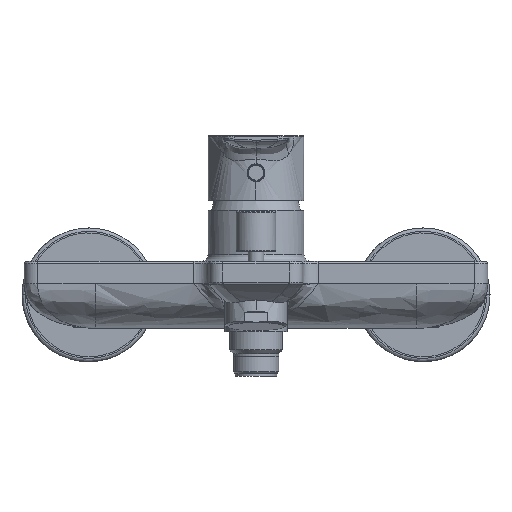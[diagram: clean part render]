
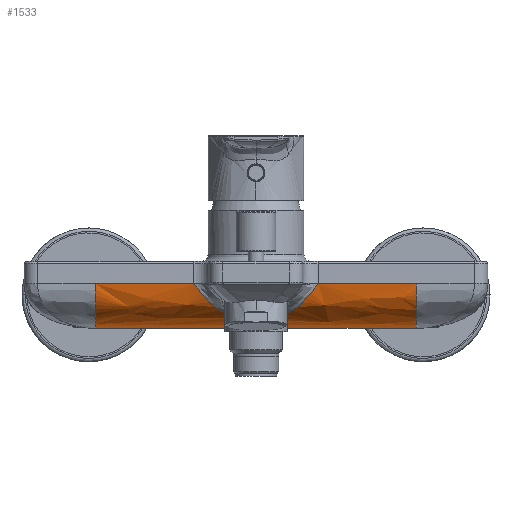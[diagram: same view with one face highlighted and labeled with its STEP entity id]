
A CAD part, front view. The second image highlights one B-rep face of the part: STEP entity #1533.
In plain terms, the highlighted free-form (B-spline) face has degree [1, 3] with [2, 8] control points.
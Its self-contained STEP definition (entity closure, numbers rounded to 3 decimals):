
#62=B_SPLINE_SURFACE_WITH_KNOTS('',1,3,((#29627,#29628,#29629,#29630,#29631,
#29632,#29633,#29634),(#29635,#29636,#29637,#29638,#29639,#29640,#29641,
#29642)),.UNSPECIFIED.,.F.,.F.,.F.,(2,2),(4,1,1,1,1,4),(0.,173.04),
(0.,0.508,6.756,34.614,48.445,
48.873),.UNSPECIFIED.);
#824=B_SPLINE_CURVE_WITH_KNOTS('',1,(#30903,#30904),.UNSPECIFIED.,.F.,.F.,
(2,2),(-44.,0.),.UNSPECIFIED.);
#865=B_SPLINE_CURVE_WITH_KNOTS('',1,(#31148,#31149),.UNSPECIFIED.,.F.,.F.,
(2,2),(-44.,0.),.UNSPECIFIED.);
#866=B_SPLINE_CURVE_WITH_KNOTS('',3,(#31150,#31151,#31152,#31153,#31154,
#31155,#31156,#31157,#31158,#31159,#31160,#31161),.UNSPECIFIED.,.F.,.F.,
(4,2,2,2,2,4),(0.,0.375,0.75,1.5,2.25,3.),.UNSPECIFIED.);
#869=B_SPLINE_CURVE_WITH_KNOTS('',3,(#31172,#31173,#31174,#31175),
 .UNSPECIFIED.,.F.,.F.,(4,4),(-1.,0.),.UNSPECIFIED.);
#909=B_SPLINE_CURVE_WITH_KNOTS('',3,(#31540,#31541,#31542,#31543),
 .UNSPECIFIED.,.F.,.F.,(4,4),(0.,140.704),.UNSPECIFIED.);
#910=B_SPLINE_CURVE_WITH_KNOTS('',3,(#31544,#31545,#31546,#31547,#31548,
#31549),.UNSPECIFIED.,.F.,.F.,(4,1,1,4),(0.,0.866,2.609,
3.),.UNSPECIFIED.);
#911=B_SPLINE_CURVE_WITH_KNOTS('',3,(#31550,#31551,#31552,#31553,#31554,
#31555,#31556,#31557,#31558,#31559),.UNSPECIFIED.,.F.,.F.,(4,2,2,2,4),(-3.,
-2.241,-1.482,-0.722,0.),
 .UNSPECIFIED.);
#912=B_SPLINE_CURVE_WITH_KNOTS('',3,(#31560,#31561,#31562,#31563,#31564,
#31565,#31566,#31567,#31568,#31569,#31570,#31571),.UNSPECIFIED.,.F.,.F.,
(4,2,2,2,2,4),(-1.,-0.239,0.523,1.284,
1.666,2.),.UNSPECIFIED.);
#1533=ADVANCED_FACE('',(#2335),#62,.T.);
#2335=FACE_OUTER_BOUND('',#3104,.T.);
#3104=EDGE_LOOP('',(#5651,#5652,#5653,#5654,#5655,#5656,#5657,#5658));
#5651=ORIENTED_EDGE('',*,*,#7914,.F.);
#5652=ORIENTED_EDGE('',*,*,#7790,.F.);
#5653=ORIENTED_EDGE('',*,*,#7915,.T.);
#5654=ORIENTED_EDGE('',*,*,#7916,.F.);
#5655=ORIENTED_EDGE('',*,*,#7839,.F.);
#5656=ORIENTED_EDGE('',*,*,#7840,.F.);
#5657=ORIENTED_EDGE('',*,*,#7843,.F.);
#5658=ORIENTED_EDGE('',*,*,#7913,.T.);
#7790=EDGE_CURVE('',#9955,#9953,#824,.T.);
#7839=EDGE_CURVE('',#9978,#9893,#865,.T.);
#7840=EDGE_CURVE('',#9979,#9978,#866,.T.);
#7843=EDGE_CURVE('',#9982,#9979,#869,.T.);
#7913=EDGE_CURVE('',#9982,#9952,#909,.T.);
#7914=EDGE_CURVE('',#9953,#9952,#910,.T.);
#7915=EDGE_CURVE('',#9955,#9894,#911,.T.);
#7916=EDGE_CURVE('',#9893,#9894,#912,.T.);
#9893=VERTEX_POINT('',#29680);
#9894=VERTEX_POINT('',#29681);
#9952=VERTEX_POINT('',#29739);
#9953=VERTEX_POINT('',#29740);
#9955=VERTEX_POINT('',#29742);
#9978=VERTEX_POINT('',#29765);
#9979=VERTEX_POINT('',#29766);
#9982=VERTEX_POINT('',#29769);
#29627=CARTESIAN_POINT('',(86.52,41.646,-32.197));
#29628=CARTESIAN_POINT('',(86.52,41.497,-32.19));
#29629=CARTESIAN_POINT('',(86.52,39.499,-32.095));
#29630=CARTESIAN_POINT('',(86.52,28.731,-31.302));
#29631=CARTESIAN_POINT('',(86.52,11.716,-29.397));
#29632=CARTESIAN_POINT('',(86.52,6.189,-16.98));
#29633=CARTESIAN_POINT('',(86.52,6.247,-11.92));
#29634=CARTESIAN_POINT('',(86.52,6.251,-11.767));
#29635=CARTESIAN_POINT('',(-86.52,41.646,-32.197));
#29636=CARTESIAN_POINT('',(-86.52,41.497,-32.19));
#29637=CARTESIAN_POINT('',(-86.52,39.499,-32.095));
#29638=CARTESIAN_POINT('',(-86.52,28.731,-31.302));
#29639=CARTESIAN_POINT('',(-86.52,11.716,-29.397));
#29640=CARTESIAN_POINT('',(-86.52,6.189,-16.98));
#29641=CARTESIAN_POINT('',(-86.52,6.247,-11.92));
#29642=CARTESIAN_POINT('',(-86.52,6.251,-11.767));
#29680=CARTESIAN_POINT('',(28.,6.246,-12.223));
#29681=CARTESIAN_POINT('',(0.,18.825,-28.906));
#29739=CARTESIAN_POINT('',(-72.,41.196,-32.176));
#29740=CARTESIAN_POINT('',(-72.,6.246,-12.223));
#29742=CARTESIAN_POINT('',(-28.,6.246,-12.223));
#29765=CARTESIAN_POINT('',(72.,6.246,-12.223));
#29766=CARTESIAN_POINT('',(72.,40.899,-32.16));
#29769=CARTESIAN_POINT('',(68.704,41.196,-32.176));
#30903=CARTESIAN_POINT('',(-28.,6.246,-12.223));
#30904=CARTESIAN_POINT('',(-72.,6.246,-12.223));
#31148=CARTESIAN_POINT('',(72.,6.246,-12.223));
#31149=CARTESIAN_POINT('',(28.,6.246,-12.223));
#31150=CARTESIAN_POINT('',(72.,40.899,-32.16));
#31151=CARTESIAN_POINT('',(72.,39.123,-32.068));
#31152=CARTESIAN_POINT('',(72.,37.269,-31.929));
#31153=CARTESIAN_POINT('',(72.,33.469,-31.624));
#31154=CARTESIAN_POINT('',(72.,31.525,-31.447));
#31155=CARTESIAN_POINT('',(72.,25.707,-30.747));
#31156=CARTESIAN_POINT('',(72.,21.847,-30.041));
#31157=CARTESIAN_POINT('',(72.,14.975,-27.466));
#31158=CARTESIAN_POINT('',(72.,11.959,-25.581));
#31159=CARTESIAN_POINT('',(72.,7.589,-20.033));
#31160=CARTESIAN_POINT('',(72.,6.247,-16.425));
#31161=CARTESIAN_POINT('',(72.,6.246,-12.223));
#31172=CARTESIAN_POINT('',(68.704,41.196,-32.176));
#31173=CARTESIAN_POINT('',(69.802,41.093,-32.171));
#31174=CARTESIAN_POINT('',(70.901,40.993,-32.165));
#31175=CARTESIAN_POINT('',(72.,40.899,-32.16));
#31540=CARTESIAN_POINT('',(68.704,41.196,-32.176));
#31541=CARTESIAN_POINT('',(21.803,41.196,-32.176));
#31542=CARTESIAN_POINT('',(-25.099,41.196,-32.176));
#31543=CARTESIAN_POINT('',(-72.,41.196,-32.176));
#31544=CARTESIAN_POINT('',(-72.,6.246,-12.223));
#31545=CARTESIAN_POINT('',(-72.,6.246,-17.106));
#31546=CARTESIAN_POINT('',(-72.,11.716,-29.398));
#31547=CARTESIAN_POINT('',(-72.,28.731,-31.302));
#31548=CARTESIAN_POINT('',(-72.,39.341,-32.083));
#31549=CARTESIAN_POINT('',(-72.,41.196,-32.176));
#31550=CARTESIAN_POINT('',(-28.,6.246,-12.223));
#31551=CARTESIAN_POINT('',(-25.889,6.246,-14.741));
#31552=CARTESIAN_POINT('',(-23.999,6.762,-17.214));
#31553=CARTESIAN_POINT('',(-20.048,8.613,-21.432));
#31554=CARTESIAN_POINT('',(-18.025,9.941,-23.217));
#31555=CARTESIAN_POINT('',(-13.706,12.922,-26.));
#31556=CARTESIAN_POINT('',(-11.401,14.599,-27.025));
#31557=CARTESIAN_POINT('',(-6.309,17.464,-28.433));
#31558=CARTESIAN_POINT('',(-3.195,18.859,-28.918));
#31559=CARTESIAN_POINT('',(0.,18.825,-28.906));
#31560=CARTESIAN_POINT('',(28.,6.246,-12.223));
#31561=CARTESIAN_POINT('',(25.897,6.246,-14.749));
#31562=CARTESIAN_POINT('',(23.997,6.761,-17.213));
#31563=CARTESIAN_POINT('',(20.047,8.614,-21.434));
#31564=CARTESIAN_POINT('',(18.024,9.94,-23.216));
#31565=CARTESIAN_POINT('',(13.701,12.923,-26.001));
#31566=CARTESIAN_POINT('',(11.398,14.598,-27.025));
#31567=CARTESIAN_POINT('',(7.479,16.81,-28.111));
#31568=CARTESIAN_POINT('',(6.116,17.481,-28.392));
#31569=CARTESIAN_POINT('',(3.331,18.435,-28.767));
#31570=CARTESIAN_POINT('',(1.446,18.89,-28.929));
#31571=CARTESIAN_POINT('',(0.,18.825,-28.906));
